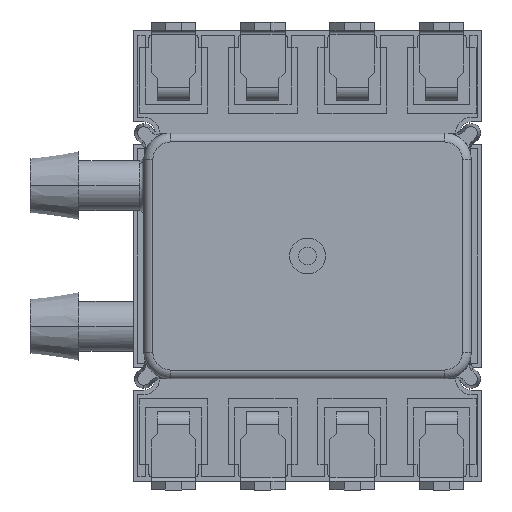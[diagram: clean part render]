
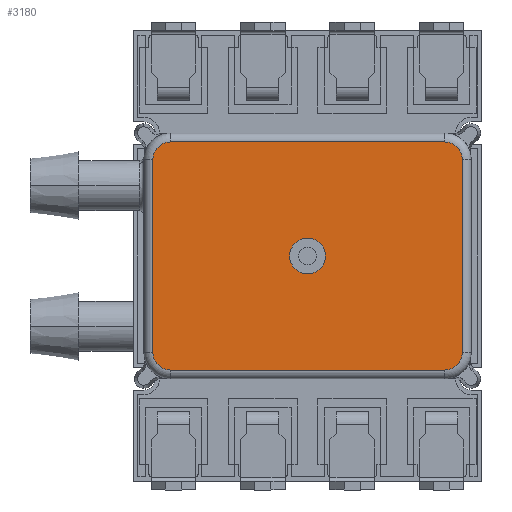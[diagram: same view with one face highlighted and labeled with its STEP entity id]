
A CAD part, front view. The second image highlights one B-rep face of the part: STEP entity #3180.
In plain terms, the highlighted face is planar.
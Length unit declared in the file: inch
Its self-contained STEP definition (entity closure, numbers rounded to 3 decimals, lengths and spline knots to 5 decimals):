
#117 = DIRECTION ( 'NONE',  ( 0., 1., 0. ) ) ;
#122 = DIRECTION ( 'NONE',  ( 0., 0., 1. ) ) ;
#143 = PLANE ( 'NONE',  #12467 ) ;
#148 = CARTESIAN_POINT ( 'NONE',  ( -0.15354, 0.10472, 0.10807 ) ) ;
#1550 = FACE_BOUND ( 'NONE', #6266, .T. ) ;
#1562 = FACE_OUTER_BOUND ( 'NONE', #6213, .T. ) ;
#3180 = ADVANCED_FACE ( 'NONE', ( #1550, #1562 ), #143, .T. ) ;
#4078 = EDGE_CURVE ( 'NONE', #15930, #15902, #4807, .T. ) ;
#4080 = EDGE_CURVE ( 'NONE', #15924, #15899, #4848, .T. ) ;
#4083 = EDGE_CURVE ( 'NONE', #14792, #14840, #4803, .T. ) ;
#4087 = EDGE_CURVE ( 'NONE', #15891, #15886, #4802, .T. ) ;
#4097 = EDGE_CURVE ( 'NONE', #15886, #15935, #4799, .T. ) ;
#4098 = EDGE_CURVE ( 'NONE', #15935, #15930, #4838, .T. ) ;
#4155 = EDGE_CURVE ( 'NONE', #15899, #15938, #4925, .T. ) ;
#4157 = EDGE_CURVE ( 'NONE', #15902, #15924, #4916, .T. ) ;
#4172 = EDGE_CURVE ( 'NONE', #15938, #15891, #4933, .T. ) ;
#4306 = EDGE_CURVE ( 'NONE', #14840, #14792, #5027, .T. ) ;
#4799 = LINE ( 'NONE', #10425, #4821 ) ;
#4802 = CIRCLE ( 'NONE', #12714, 0.01953 ) ;
#4803 = CIRCLE ( 'NONE', #12723, 0.02 ) ;
#4807 = LINE ( 'NONE', #10389, #4827 ) ;
#4821 = VECTOR ( 'NONE', #10415, 39.37008 ) ;
#4827 = VECTOR ( 'NONE', #10384, 39.37008 ) ;
#4835 = VECTOR ( 'NONE', #10370, 39.37008 ) ;
#4838 = CIRCLE ( 'NONE', #12730, 0.01953 ) ;
#4848 = LINE ( 'NONE', #10372, #4835 ) ;
#4916 = CIRCLE ( 'NONE', #12751, 0.01953 ) ;
#4922 = VECTOR ( 'NONE', #10657, 39.37008 ) ;
#4925 = CIRCLE ( 'NONE', #12780, 0.01953 ) ;
#4933 = LINE ( 'NONE', #10659, #4922 ) ;
#5027 = CIRCLE ( 'NONE', #12811, 0.02 ) ;
#6213 = EDGE_LOOP ( 'NONE', ( #13223, #13275, #13280, #13257, #13220, #13245, #13249, #13226 ) ) ;
#6266 = EDGE_LOOP ( 'NONE', ( #13227, #13256 ) ) ;
#8966 = CARTESIAN_POINT ( 'NONE',  ( 0., 0.10472, 0.02 ) ) ;
#8977 = CARTESIAN_POINT ( 'NONE',  ( 0., 0.10472, -0.02 ) ) ;
#9528 = CARTESIAN_POINT ( 'NONE',  ( 0.15354, 0.10472, 0.1276 ) ) ;
#9534 = CARTESIAN_POINT ( 'NONE',  ( 0.17307, 0.10472, -0.10807 ) ) ;
#9546 = CARTESIAN_POINT ( 'NONE',  ( -0.17307, 0.10472, 0.10807 ) ) ;
#9574 = CARTESIAN_POINT ( 'NONE',  ( 0.15354, 0.10472, -0.1276 ) ) ;
#9609 = CARTESIAN_POINT ( 'NONE',  ( -0.15354, 0.10472, 0.1276 ) ) ;
#9634 = CARTESIAN_POINT ( 'NONE',  ( -0.15354, 0.10472, -0.1276 ) ) ;
#9643 = CARTESIAN_POINT ( 'NONE',  ( 0.17307, 0.10472, 0.10807 ) ) ;
#9645 = CARTESIAN_POINT ( 'NONE',  ( -0.17307, 0.10472, -0.10807 ) ) ;
#10370 = DIRECTION ( 'NONE',  ( 1., 0., 0. ) ) ;
#10372 = CARTESIAN_POINT ( 'NONE',  ( 0.15354, 0.10472, 0.1276 ) ) ;
#10384 = DIRECTION ( 'NONE',  ( 0., 0., 1. ) ) ;
#10389 = CARTESIAN_POINT ( 'NONE',  ( -0.17307, 0.10472, 0.10807 ) ) ;
#10391 = DIRECTION ( 'NONE',  ( 0., 1., 0. ) ) ;
#10392 = DIRECTION ( 'NONE',  ( 0., 0., 1. ) ) ;
#10401 = CARTESIAN_POINT ( 'NONE',  ( 0., 0.10472, 0. ) ) ;
#10403 = DIRECTION ( 'NONE',  ( 0., 1., 0. ) ) ;
#10404 = CARTESIAN_POINT ( 'NONE',  ( 0.15354, 0.10472, -0.10807 ) ) ;
#10406 = DIRECTION ( 'NONE',  ( 0., 0., 1. ) ) ;
#10415 = DIRECTION ( 'NONE',  ( -1., 0., 0. ) ) ;
#10416 = DIRECTION ( 'NONE',  ( 0., 0., 1. ) ) ;
#10425 = CARTESIAN_POINT ( 'NONE',  ( -0.15354, 0.10472, -0.1276 ) ) ;
#10436 = DIRECTION ( 'NONE',  ( 0., 1., 0. ) ) ;
#10438 = CARTESIAN_POINT ( 'NONE',  ( -0.15354, 0.10472, -0.10807 ) ) ;
#10569 = CARTESIAN_POINT ( 'NONE',  ( -0.15354, 0.10472, 0.10807 ) ) ;
#10579 = CARTESIAN_POINT ( 'NONE',  ( 0.15354, 0.10472, 0.10807 ) ) ;
#10588 = DIRECTION ( 'NONE',  ( 0., 1., 0. ) ) ;
#10592 = DIRECTION ( 'NONE',  ( 0., 0., 1. ) ) ;
#10619 = DIRECTION ( 'NONE',  ( 0., 0., 1. ) ) ;
#10645 = DIRECTION ( 'NONE',  ( 0., 1., 0. ) ) ;
#10657 = DIRECTION ( 'NONE',  ( 0., 0., -1. ) ) ;
#10659 = CARTESIAN_POINT ( 'NONE',  ( 0.17307, 0.10472, -0.10807 ) ) ;
#10953 = CARTESIAN_POINT ( 'NONE',  ( 0., 0.10472, 0. ) ) ;
#10955 = DIRECTION ( 'NONE',  ( 0., 0., 1. ) ) ;
#10977 = DIRECTION ( 'NONE',  ( 0., 1., 0. ) ) ;
#12467 = AXIS2_PLACEMENT_3D ( 'NONE', #148, #117, #122 ) ;
#12714 = AXIS2_PLACEMENT_3D ( 'NONE', #10404, #10403, #10406 ) ;
#12723 = AXIS2_PLACEMENT_3D ( 'NONE', #10401, #10391, #10392 ) ;
#12730 = AXIS2_PLACEMENT_3D ( 'NONE', #10438, #10436, #10416 ) ;
#12751 = AXIS2_PLACEMENT_3D ( 'NONE', #10569, #10645, #10619 ) ;
#12780 = AXIS2_PLACEMENT_3D ( 'NONE', #10579, #10588, #10592 ) ;
#12811 = AXIS2_PLACEMENT_3D ( 'NONE', #10953, #10977, #10955 ) ;
#13220 = ORIENTED_EDGE ( 'NONE', *, *, #4172, .T. ) ;
#13223 = ORIENTED_EDGE ( 'NONE', *, *, #4078, .T. ) ;
#13226 = ORIENTED_EDGE ( 'NONE', *, *, #4098, .T. ) ;
#13227 = ORIENTED_EDGE ( 'NONE', *, *, #4083, .F. ) ;
#13245 = ORIENTED_EDGE ( 'NONE', *, *, #4087, .T. ) ;
#13249 = ORIENTED_EDGE ( 'NONE', *, *, #4097, .T. ) ;
#13256 = ORIENTED_EDGE ( 'NONE', *, *, #4306, .F. ) ;
#13257 = ORIENTED_EDGE ( 'NONE', *, *, #4155, .T. ) ;
#13275 = ORIENTED_EDGE ( 'NONE', *, *, #4157, .T. ) ;
#13280 = ORIENTED_EDGE ( 'NONE', *, *, #4080, .T. ) ;
#14792 = VERTEX_POINT ( 'NONE', #8966 ) ;
#14840 = VERTEX_POINT ( 'NONE', #8977 ) ;
#15886 = VERTEX_POINT ( 'NONE', #9574 ) ;
#15891 = VERTEX_POINT ( 'NONE', #9534 ) ;
#15899 = VERTEX_POINT ( 'NONE', #9528 ) ;
#15902 = VERTEX_POINT ( 'NONE', #9546 ) ;
#15924 = VERTEX_POINT ( 'NONE', #9609 ) ;
#15930 = VERTEX_POINT ( 'NONE', #9645 ) ;
#15935 = VERTEX_POINT ( 'NONE', #9634 ) ;
#15938 = VERTEX_POINT ( 'NONE', #9643 ) ;
